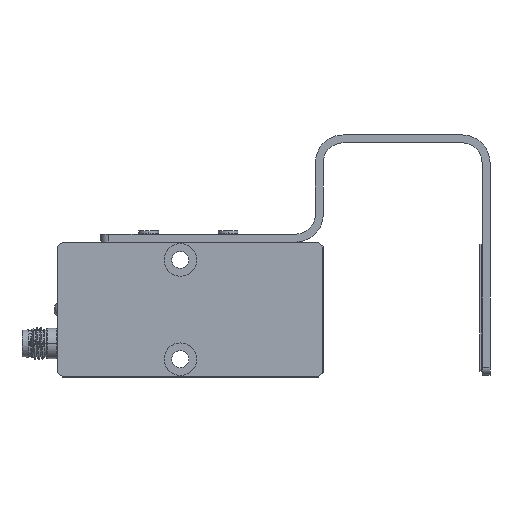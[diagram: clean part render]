
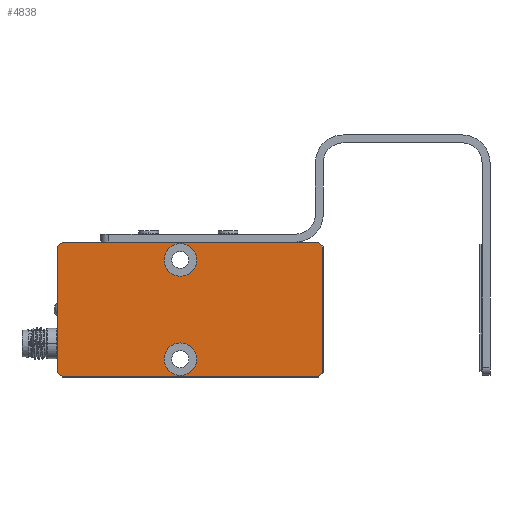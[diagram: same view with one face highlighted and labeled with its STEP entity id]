
A CAD part, front view. The second image highlights one B-rep face of the part: STEP entity #4838.
In plain terms, the highlighted planar face has unit normal (0, -1, 0).
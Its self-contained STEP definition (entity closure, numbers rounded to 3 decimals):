
#391=DIRECTION('',(-1.,0.,0.));
#392=VECTOR('',#391,64.517);
#393=CARTESIAN_POINT('',(32.259,-8.25,-16.9));
#394=LINE('',#393,#392);
#395=DIRECTION('',(-0.707,0.,0.707));
#396=VECTOR('',#395,1.614);
#397=CARTESIAN_POINT('',(-32.259,-8.25,-16.9));
#398=LINE('',#397,#396);
#399=DIRECTION('',(0.,0.,1.));
#400=VECTOR('',#399,31.517);
#401=CARTESIAN_POINT('',(-33.4,-8.25,-15.759));
#402=LINE('',#401,#400);
#403=DIRECTION('',(0.707,0.,0.707));
#404=VECTOR('',#403,1.614);
#405=CARTESIAN_POINT('',(-33.4,-8.25,15.759));
#406=LINE('',#405,#404);
#407=DIRECTION('',(1.,0.,0.));
#408=VECTOR('',#407,64.517);
#409=CARTESIAN_POINT('',(-32.259,-8.25,16.9));
#410=LINE('',#409,#408);
#411=DIRECTION('',(0.707,0.,-0.707));
#412=VECTOR('',#411,1.614);
#413=CARTESIAN_POINT('',(32.259,-8.25,16.9));
#414=LINE('',#413,#412);
#415=DIRECTION('',(0.,0.,-1.));
#416=VECTOR('',#415,31.517);
#417=CARTESIAN_POINT('',(33.4,-8.25,15.759));
#418=LINE('',#417,#416);
#419=DIRECTION('',(-0.707,0.,-0.707));
#420=VECTOR('',#419,1.614);
#421=CARTESIAN_POINT('',(33.4,-8.25,-15.759));
#422=LINE('',#421,#420);
#423=CARTESIAN_POINT('',(-2.5,-8.25,12.5));
#424=DIRECTION('',(0.,-1.,0.));
#425=DIRECTION('',(-1.,0.,0.));
#426=AXIS2_PLACEMENT_3D('',#423,#424,#425);
#428=CARTESIAN_POINT('',(-2.5,-8.25,12.5));
#429=DIRECTION('',(0.,-1.,0.));
#430=DIRECTION('',(1.,0.,0.));
#431=AXIS2_PLACEMENT_3D('',#428,#429,#430);
#433=CARTESIAN_POINT('',(-2.5,-8.25,-12.5));
#434=DIRECTION('',(0.,-1.,0.));
#435=DIRECTION('',(-1.,0.,0.));
#436=AXIS2_PLACEMENT_3D('',#433,#434,#435);
#438=CARTESIAN_POINT('',(-2.5,-8.25,-12.5));
#439=DIRECTION('',(0.,-1.,0.));
#440=DIRECTION('',(1.,0.,0.));
#441=AXIS2_PLACEMENT_3D('',#438,#439,#440);
#3533=CARTESIAN_POINT('',(32.259,-8.25,-16.9));
#3534=CARTESIAN_POINT('',(-32.259,-8.25,-16.9));
#3535=VERTEX_POINT('',#3533);
#3536=VERTEX_POINT('',#3534);
#3537=CARTESIAN_POINT('',(-33.4,-8.25,-15.759));
#3538=VERTEX_POINT('',#3537);
#3539=CARTESIAN_POINT('',(-33.4,-8.25,15.759));
#3540=VERTEX_POINT('',#3539);
#3541=CARTESIAN_POINT('',(-32.259,-8.25,16.9));
#3542=VERTEX_POINT('',#3541);
#3543=CARTESIAN_POINT('',(32.259,-8.25,16.9));
#3544=VERTEX_POINT('',#3543);
#3545=CARTESIAN_POINT('',(33.4,-8.25,15.759));
#3546=VERTEX_POINT('',#3545);
#3547=CARTESIAN_POINT('',(33.4,-8.25,-15.759));
#3548=VERTEX_POINT('',#3547);
#3549=CARTESIAN_POINT('',(-6.6,-8.25,12.5));
#3550=CARTESIAN_POINT('',(1.6,-8.25,12.5));
#3551=VERTEX_POINT('',#3549);
#3552=VERTEX_POINT('',#3550);
#3553=CARTESIAN_POINT('',(-6.6,-8.25,-12.5));
#3554=CARTESIAN_POINT('',(1.6,-8.25,-12.5));
#3555=VERTEX_POINT('',#3553);
#3556=VERTEX_POINT('',#3554);
#4804=CARTESIAN_POINT('',(0.,-8.25,0.));
#4805=DIRECTION('',(0.,1.,0.));
#4806=DIRECTION('',(1.,0.,0.));
#4807=AXIS2_PLACEMENT_3D('',#4804,#4805,#4806);
#4808=PLANE('',#4807);
#4810=ORIENTED_EDGE('',*,*,#4809,.T.);
#4812=ORIENTED_EDGE('',*,*,#4811,.T.);
#4814=ORIENTED_EDGE('',*,*,#4813,.T.);
#4815=ORIENTED_EDGE('',*,*,#4794,.T.);
#4817=ORIENTED_EDGE('',*,*,#4816,.T.);
#4819=ORIENTED_EDGE('',*,*,#4818,.T.);
#4821=ORIENTED_EDGE('',*,*,#4820,.T.);
#4823=ORIENTED_EDGE('',*,*,#4822,.T.);
#4824=EDGE_LOOP('',(#4810,#4812,#4814,#4815,#4817,#4819,#4821,#4823));
#4825=FACE_OUTER_BOUND('',#4824,.F.);
#4827=ORIENTED_EDGE('',*,*,#4826,.T.);
#4829=ORIENTED_EDGE('',*,*,#4828,.T.);
#4830=EDGE_LOOP('',(#4827,#4829));
#4831=FACE_BOUND('',#4830,.F.);
#4833=ORIENTED_EDGE('',*,*,#4832,.T.);
#4835=ORIENTED_EDGE('',*,*,#4834,.T.);
#4836=EDGE_LOOP('',(#4833,#4835));
#4837=FACE_BOUND('',#4836,.F.);
#4838=ADVANCED_FACE('',(#4825,#4831,#4837),#4808,.F.);
#427=CIRCLE('',#426,4.1);
#432=CIRCLE('',#431,4.1);
#437=CIRCLE('',#436,4.1);
#442=CIRCLE('',#441,4.1);
#4794=EDGE_CURVE('',#3540,#3542,#406,.T.);
#4809=EDGE_CURVE('',#3535,#3536,#394,.T.);
#4811=EDGE_CURVE('',#3536,#3538,#398,.T.);
#4813=EDGE_CURVE('',#3538,#3540,#402,.T.);
#4816=EDGE_CURVE('',#3542,#3544,#410,.T.);
#4818=EDGE_CURVE('',#3544,#3546,#414,.T.);
#4820=EDGE_CURVE('',#3546,#3548,#418,.T.);
#4822=EDGE_CURVE('',#3548,#3535,#422,.T.);
#4826=EDGE_CURVE('',#3551,#3552,#427,.T.);
#4828=EDGE_CURVE('',#3552,#3551,#432,.T.);
#4832=EDGE_CURVE('',#3555,#3556,#437,.T.);
#4834=EDGE_CURVE('',#3556,#3555,#442,.T.);
